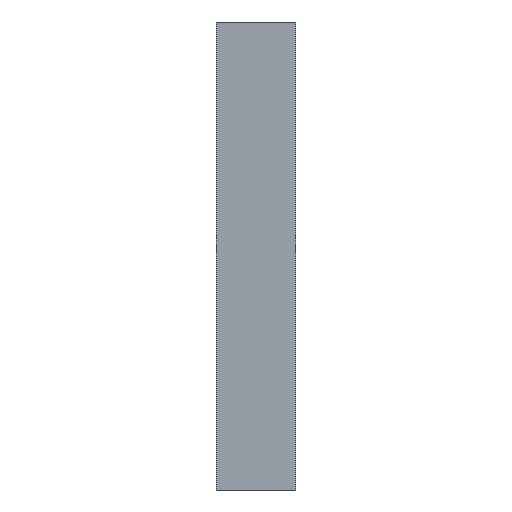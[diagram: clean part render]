
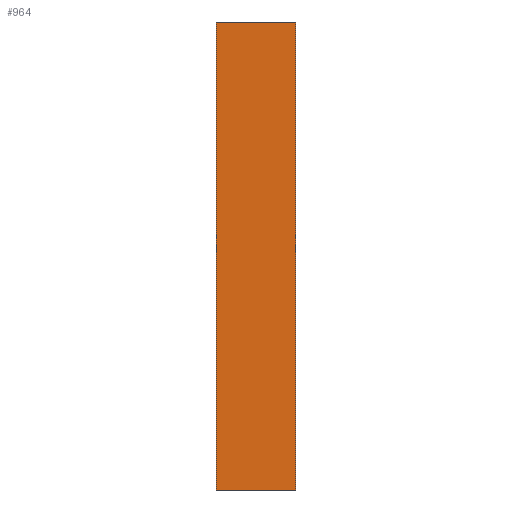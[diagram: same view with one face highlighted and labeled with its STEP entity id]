
A CAD part, front view. The second image highlights one B-rep face of the part: STEP entity #964.
In plain terms, the highlighted planar face has unit normal (0, -1, 0).
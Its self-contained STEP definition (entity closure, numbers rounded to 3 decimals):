
#308=DIRECTION('',(1.,0.,0.));
#309=VECTOR('',#308,340.);
#310=CARTESIAN_POINT('',(-170.,0.,0.));
#311=LINE('',#310,#309);
#380=DIRECTION('',(0.,0.,-1.));
#381=VECTOR('',#380,2000.);
#382=CARTESIAN_POINT('',(-170.,0.,0.));
#383=LINE('',#382,#381);
#384=DIRECTION('',(0.,0.,-1.));
#385=VECTOR('',#384,2000.);
#386=CARTESIAN_POINT('',(170.,0.,0.));
#387=LINE('',#386,#385);
#492=DIRECTION('',(1.,0.,0.));
#493=VECTOR('',#492,340.);
#494=CARTESIAN_POINT('',(-170.,0.,-2000.));
#495=LINE('',#494,#493);
#648=CARTESIAN_POINT('',(-170.,0.,0.));
#649=CARTESIAN_POINT('',(170.,0.,0.));
#650=VERTEX_POINT('',#648);
#651=VERTEX_POINT('',#649);
#672=CARTESIAN_POINT('',(-170.,0.,-2000.));
#673=CARTESIAN_POINT('',(170.,0.,-2000.));
#674=VERTEX_POINT('',#672);
#675=VERTEX_POINT('',#673);
#951=CARTESIAN_POINT('',(-170.,0.,0.));
#952=DIRECTION('',(0.,-1.,0.));
#953=DIRECTION('',(1.,0.,0.));
#954=AXIS2_PLACEMENT_3D('',#951,#952,#953);
#955=PLANE('',#954);
#956=ORIENTED_EDGE('',*,*,#803,.T.);
#958=ORIENTED_EDGE('',*,*,#957,.T.);
#960=ORIENTED_EDGE('',*,*,#959,.F.);
#961=ORIENTED_EDGE('',*,*,#943,.F.);
#962=EDGE_LOOP('',(#956,#958,#960,#961));
#963=FACE_OUTER_BOUND('',#962,.F.);
#803=EDGE_CURVE('',#650,#651,#311,.T.);
#943=EDGE_CURVE('',#650,#674,#383,.T.);
#957=EDGE_CURVE('',#651,#675,#387,.T.);
#959=EDGE_CURVE('',#674,#675,#495,.T.);
#964=ADVANCED_FACE('',(#963),#955,.T.);
